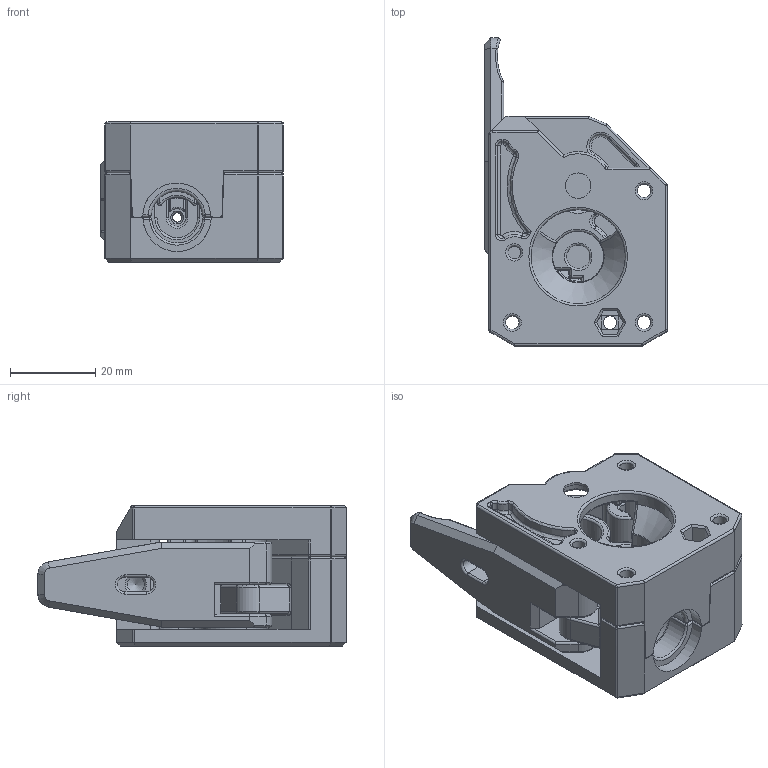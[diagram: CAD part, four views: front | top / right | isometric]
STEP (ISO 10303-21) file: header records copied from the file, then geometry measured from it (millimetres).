
FILE_DESCRIPTION(/* description */ (''),/* implementation_level */ '2;1');
FILE_NAME(/* name */ 'Bondtech BMG extruder.step',/* time_stamp */ '2019-01-01T01:01:40+01:00',/* author */ ('blair76'),/* organization */ (''),/* preprocessor_version */ 'ST-DEVELOPER v17.2',/* originating_system */ 'Autodesk Translation Framework v7.6.0.251',/* authorisation */ '');
FILE_SCHEMA (('AUTOMOTIVE_DESIGN { 1 0 10303 214 3 1 1 }'));
Length unit declared in the file: millimetre
Products named in the file (6): Bondtech BMG revised completed; BMG bottom part; BMG Lever; Lever; BMG upper part (1); Component3
Assembly tree (5 placements, depth 3):
  Bondtech BMG revised completed
    BMG bottom part
    BMG Lever
      Lever
    BMG upper part (1)
      Component3
Bounding box: 43 x 72.5 x 33 mm (x, y, z)
Volume: 44062.1 mm3; surface area: 23680.6 mm2
Topology: 3 solids, 3 shells, 820 faces, 2069 edges, 1247 vertices
Faces by surface type: cylinder 284, plane 226, torus 159, bspline 94, sphere 42, cone 15
Full cylindrical faces by diameter (mm): 3 x1, 3.05 x5, 3.2 x8, 4 x1, 4.16 x1, 5.5 x1, 6 x5, 8 x2, 22.2 x1
Entity records: 30940 total; most frequent: CARTESIAN_POINT 11360, DIRECTION 4140, ORIENTED_EDGE 4118, EDGE_CURVE 2059, AXIS2_PLACEMENT_3D 1665, VERTEX_POINT 1247, EDGE_LOOP 858, CIRCLE 824
